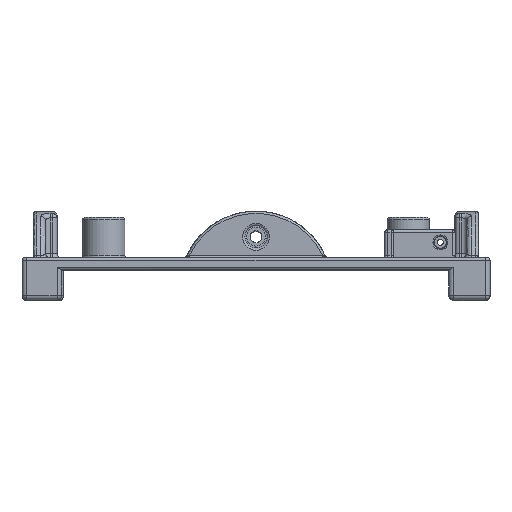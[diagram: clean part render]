
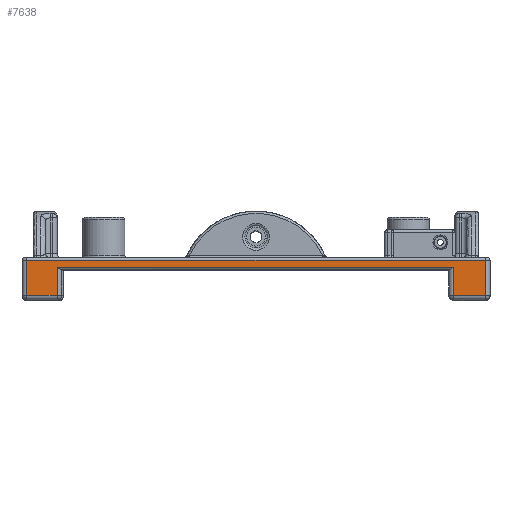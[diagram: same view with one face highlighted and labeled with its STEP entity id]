
A CAD part, top view. The second image highlights one B-rep face of the part: STEP entity #7638.
In plain terms, the highlighted planar face has unit normal (0, 0, 1).
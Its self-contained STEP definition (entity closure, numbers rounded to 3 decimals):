
#442=LINE('',#12613,#879);
#443=LINE('',#12626,#880);
#444=LINE('',#12628,#881);
#445=LINE('',#12630,#882);
#446=LINE('',#12632,#883);
#447=LINE('',#12634,#884);
#448=LINE('',#12636,#885);
#449=LINE('',#12637,#886);
#879=VECTOR('',#9834,10.);
#880=VECTOR('',#9837,10.);
#881=VECTOR('',#9838,10.);
#882=VECTOR('',#9839,10.);
#883=VECTOR('',#9840,10.);
#884=VECTOR('',#9841,10.);
#885=VECTOR('',#9842,10.);
#886=VECTOR('',#9843,10.);
#1574=FACE_OUTER_BOUND('',#2121,.T.);
#2121=EDGE_LOOP('',(#5515,#5516,#5517,#5518,#5519,#5520,#5521,#5522));
#3436=VERTEX_POINT('',#12601);
#3437=VERTEX_POINT('',#12612);
#3438=VERTEX_POINT('',#12625);
#3439=VERTEX_POINT('',#12627);
#3440=VERTEX_POINT('',#12629);
#3441=VERTEX_POINT('',#12631);
#3442=VERTEX_POINT('',#12633);
#3443=VERTEX_POINT('',#12635);
#4185=EDGE_CURVE('',#3436,#3437,#442,.T.);
#4187=EDGE_CURVE('',#3437,#3438,#443,.T.);
#4188=EDGE_CURVE('',#3439,#3436,#444,.T.);
#4189=EDGE_CURVE('',#3440,#3439,#445,.T.);
#4190=EDGE_CURVE('',#3441,#3440,#446,.T.);
#4191=EDGE_CURVE('',#3442,#3441,#447,.T.);
#4192=EDGE_CURVE('',#3443,#3442,#448,.T.);
#4193=EDGE_CURVE('',#3438,#3443,#449,.T.);
#5515=ORIENTED_EDGE('',*,*,#4187,.F.);
#5516=ORIENTED_EDGE('',*,*,#4185,.F.);
#5517=ORIENTED_EDGE('',*,*,#4188,.F.);
#5518=ORIENTED_EDGE('',*,*,#4189,.F.);
#5519=ORIENTED_EDGE('',*,*,#4190,.F.);
#5520=ORIENTED_EDGE('',*,*,#4191,.F.);
#5521=ORIENTED_EDGE('',*,*,#4192,.F.);
#5522=ORIENTED_EDGE('',*,*,#4193,.F.);
#7481=PLANE('',#8333);
#7638=ADVANCED_FACE('',(#1574),#7481,.T.);
#8333=AXIS2_PLACEMENT_3D('',#12624,#9835,#9836);
#9834=DIRECTION('',(-1.,0.,0.));
#9835=DIRECTION('center_axis',(0.,0.,1.));
#9836=DIRECTION('ref_axis',(1.,0.,0.));
#9837=DIRECTION('',(0.,-1.,0.));
#9838=DIRECTION('',(0.,1.,0.));
#9839=DIRECTION('',(-1.,0.,0.));
#9840=DIRECTION('',(0.,-1.,0.));
#9841=DIRECTION('',(1.,0.,0.));
#9842=DIRECTION('',(0.,1.,0.));
#9843=DIRECTION('',(-1.,0.,0.));
#12601=CARTESIAN_POINT('',(42.15,7.,50.));
#12612=CARTESIAN_POINT('',(-42.5,7.,50.));
#12613=CARTESIAN_POINT('',(20.575,7.,50.));
#12624=CARTESIAN_POINT('Origin',(41.15,0.,50.));
#12625=CARTESIAN_POINT('',(-42.5,1.,50.));
#12626=CARTESIAN_POINT('',(-42.5,0.,50.));
#12627=CARTESIAN_POINT('',(42.15,1.,50.));
#12628=CARTESIAN_POINT('',(42.15,0.,50.));
#12629=CARTESIAN_POINT('',(49.,1.,50.));
#12630=CARTESIAN_POINT('',(43.363,1.,50.));
#12631=CARTESIAN_POINT('',(49.,8.5,50.));
#12632=CARTESIAN_POINT('',(49.,0.,50.));
#12633=CARTESIAN_POINT('',(-49.,8.5,50.));
#12634=CARTESIAN_POINT('',(43.363,8.5,50.));
#12635=CARTESIAN_POINT('',(-49.,1.,50.));
#12636=CARTESIAN_POINT('',(-49.,4.5,50.));
#12637=CARTESIAN_POINT('',(-2.3,1.,50.));
